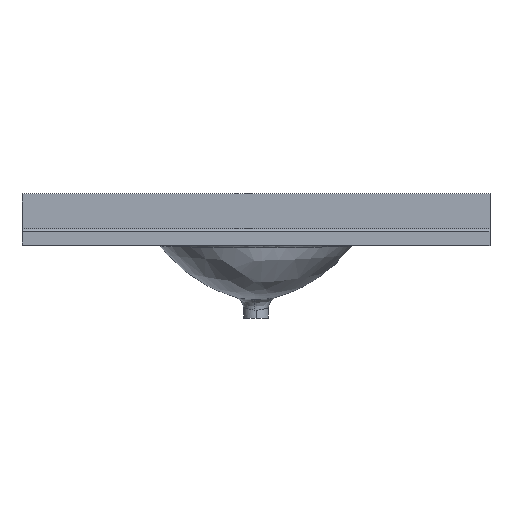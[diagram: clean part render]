
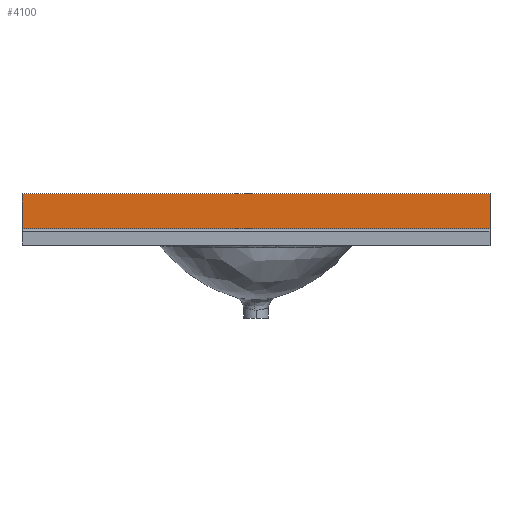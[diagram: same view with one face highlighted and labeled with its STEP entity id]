
A CAD part, top view. The second image highlights one B-rep face of the part: STEP entity #4100.
In plain terms, the highlighted planar face has unit normal (0, 0, 1).
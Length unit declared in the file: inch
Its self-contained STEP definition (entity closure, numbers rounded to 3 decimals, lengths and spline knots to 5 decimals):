
#1056 = ORIENTED_EDGE ( 'NONE', *, *, #11981, .F. ) ;
#1851 = FACE_OUTER_BOUND ( 'NONE', #6901, .T. ) ;
#2181 = VECTOR ( 'NONE', #4694, 39.37008 ) ;
#3254 = CARTESIAN_POINT ( 'NONE',  ( 21.5, 3.5, -7.6875 ) ) ;
#3300 = LINE ( 'NONE', #14947, #13294 ) ;
#3415 = DIRECTION ( 'NONE',  ( 0., -1., 0. ) ) ;
#3502 = VERTEX_POINT ( 'NONE', #6651 ) ;
#4100 = ADVANCED_FACE ( 'NONE', ( #1851 ), #14661, .F. ) ;
#4254 = VERTEX_POINT ( 'NONE', #3254 ) ;
#4302 = EDGE_CURVE ( 'NONE', #4254, #3502, #10938, .T. ) ;
#4330 = CARTESIAN_POINT ( 'NONE',  ( -21.5, 3.5, -7.6875 ) ) ;
#4694 = DIRECTION ( 'NONE',  ( 1., 0., 0. ) ) ;
#5008 = EDGE_CURVE ( 'NONE', #12037, #3502, #3300, .T. ) ;
#5612 = LINE ( 'NONE', #10905, #8506 ) ;
#5776 = DIRECTION ( 'NONE',  ( 0., -1., 0. ) ) ;
#6118 = VECTOR ( 'NONE', #3415, 39.37008 ) ;
#6651 = CARTESIAN_POINT ( 'NONE',  ( 21.5, 0.3, -7.6875 ) ) ;
#6901 = EDGE_LOOP ( 'NONE', ( #7522, #14428, #11329, #1056 ) ) ;
#7522 = ORIENTED_EDGE ( 'NONE', *, *, #11384, .T. ) ;
#8211 = CARTESIAN_POINT ( 'NONE',  ( 21.5, 3.5, -7.6875 ) ) ;
#8506 = VECTOR ( 'NONE', #5776, 39.37008 ) ;
#8671 = LINE ( 'NONE', #12314, #2181 ) ;
#9374 = DIRECTION ( 'NONE',  ( 0., 0., -1. ) ) ;
#9458 = DIRECTION ( 'NONE',  ( -1., 0., 0. ) ) ;
#10071 = CARTESIAN_POINT ( 'NONE',  ( -21.5, 0.3, -7.6875 ) ) ;
#10905 = CARTESIAN_POINT ( 'NONE',  ( -21.5, 3.5, -7.6875 ) ) ;
#10938 = LINE ( 'NONE', #8211, #6118 ) ;
#11178 = AXIS2_PLACEMENT_3D ( 'NONE', #4330, #9374, #9458 ) ;
#11329 = ORIENTED_EDGE ( 'NONE', *, *, #4302, .F. ) ;
#11384 = EDGE_CURVE ( 'NONE', #14190, #12037, #5612, .T. ) ;
#11981 = EDGE_CURVE ( 'NONE', #14190, #4254, #8671, .T. ) ;
#12037 = VERTEX_POINT ( 'NONE', #10071 ) ;
#12314 = CARTESIAN_POINT ( 'NONE',  ( -21.5, 3.5, -7.6875 ) ) ;
#13294 = VECTOR ( 'NONE', #13546, 39.37008 ) ;
#13378 = CARTESIAN_POINT ( 'NONE',  ( -21.5, 3.5, -7.6875 ) ) ;
#13546 = DIRECTION ( 'NONE',  ( 1., 0., 0. ) ) ;
#14190 = VERTEX_POINT ( 'NONE', #13378 ) ;
#14428 = ORIENTED_EDGE ( 'NONE', *, *, #5008, .T. ) ;
#14661 = PLANE ( 'NONE',  #11178 ) ;
#14947 = CARTESIAN_POINT ( 'NONE',  ( -21.5, 0.3, -7.6875 ) ) ;
